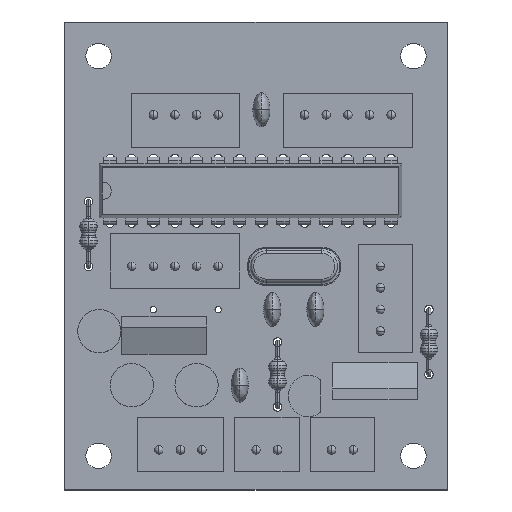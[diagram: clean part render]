
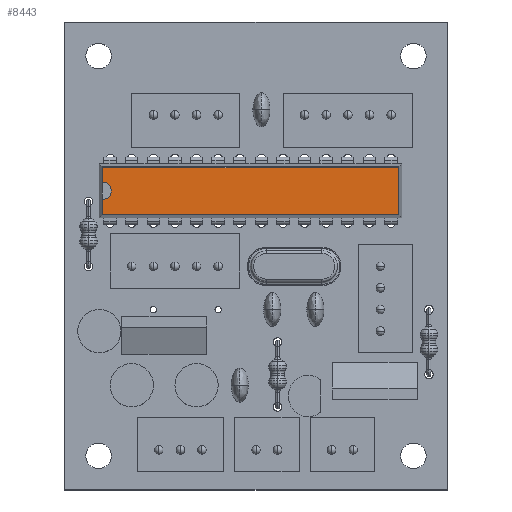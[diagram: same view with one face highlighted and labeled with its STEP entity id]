
A CAD part, top view. The second image highlights one B-rep face of the part: STEP entity #8443.
In plain terms, the highlighted face is planar.
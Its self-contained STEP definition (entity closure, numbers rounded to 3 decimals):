
#7097 = VERTEX_POINT('',#7098);
#7098 = CARTESIAN_POINT('',(1.,4.45,-17.343));
#7117 = EDGE_CURVE('',#7118,#7097,#7120,.T.);
#7118 = VERTEX_POINT('',#7119);
#7119 = CARTESIAN_POINT('',(0.,4.45,-16.343));
#7120 = CIRCLE('',#7121,1.);
#7121 = AXIS2_PLACEMENT_3D('',#7122,#7123,#7124);
#7122 = CARTESIAN_POINT('',(0.,4.45,-17.343));
#7123 = DIRECTION('',(0.,1.,0.));
#7124 = DIRECTION('',(0.,0.,1.));
#8272 = VERTEX_POINT('',#8273);
#8273 = CARTESIAN_POINT('',(-1.,4.45,-17.343));
#8301 = VERTEX_POINT('',#8302);
#8302 = CARTESIAN_POINT('',(-2.738,4.45,-17.343));
#8309 = EDGE_CURVE('',#8272,#8301,#8310,.T.);
#8310 = LINE('',#8311,#8312);
#8311 = CARTESIAN_POINT('',(-2.822,4.45,-17.343));
#8312 = VECTOR('',#8313,1.);
#8313 = DIRECTION('',(-1.,0.,0.));
#8443 = ADVANCED_FACE('',(#8444),#8485,.F.);
#8444 = FACE_BOUND('',#8445,.T.);
#8445 = EDGE_LOOP('',(#8446,#8454,#8455,#8462,#8463,#8471,#8479));
#8446 = ORIENTED_EDGE('',*,*,#8447,.T.);
#8447 = EDGE_CURVE('',#8448,#7097,#8450,.T.);
#8448 = VERTEX_POINT('',#8449);
#8449 = CARTESIAN_POINT('',(2.738,4.45,-17.343));
#8450 = LINE('',#8451,#8452);
#8451 = CARTESIAN_POINT('',(-2.822,4.45,-17.343));
#8452 = VECTOR('',#8453,1.);
#8453 = DIRECTION('',(-1.,0.,0.));
#8454 = ORIENTED_EDGE('',*,*,#7117,.F.);
#8455 = ORIENTED_EDGE('',*,*,#8456,.F.);
#8456 = EDGE_CURVE('',#8272,#7118,#8457,.T.);
#8457 = CIRCLE('',#8458,1.);
#8458 = AXIS2_PLACEMENT_3D('',#8459,#8460,#8461);
#8459 = CARTESIAN_POINT('',(0.,4.45,-17.343));
#8460 = DIRECTION('',(0.,1.,0.));
#8461 = DIRECTION('',(0.,0.,1.));
#8462 = ORIENTED_EDGE('',*,*,#8309,.T.);
#8463 = ORIENTED_EDGE('',*,*,#8464,.T.);
#8464 = EDGE_CURVE('',#8301,#8465,#8467,.T.);
#8465 = VERTEX_POINT('',#8466);
#8466 = CARTESIAN_POINT('',(-2.738,4.45,17.343));
#8467 = LINE('',#8468,#8469);
#8468 = CARTESIAN_POINT('',(-2.738,4.45,17.427));
#8469 = VECTOR('',#8470,1.);
#8470 = DIRECTION('',(0.,0.,1.));
#8471 = ORIENTED_EDGE('',*,*,#8472,.T.);
#8472 = EDGE_CURVE('',#8465,#8473,#8475,.T.);
#8473 = VERTEX_POINT('',#8474);
#8474 = CARTESIAN_POINT('',(2.738,4.45,17.343));
#8475 = LINE('',#8476,#8477);
#8476 = CARTESIAN_POINT('',(2.822,4.45,17.343));
#8477 = VECTOR('',#8478,1.);
#8478 = DIRECTION('',(1.,0.,0.));
#8479 = ORIENTED_EDGE('',*,*,#8480,.T.);
#8480 = EDGE_CURVE('',#8473,#8448,#8481,.T.);
#8481 = LINE('',#8482,#8483);
#8482 = CARTESIAN_POINT('',(2.738,4.45,-17.427));
#8483 = VECTOR('',#8484,1.);
#8484 = DIRECTION('',(0.,0.,-1.));
#8485 = PLANE('',#8486);
#8486 = AXIS2_PLACEMENT_3D('',#8487,#8488,#8489);
#8487 = CARTESIAN_POINT('',(-3.175,4.45,-17.78));
#8488 = DIRECTION('',(0.,-1.,0.));
#8489 = DIRECTION('',(0.,0.,-1.));
